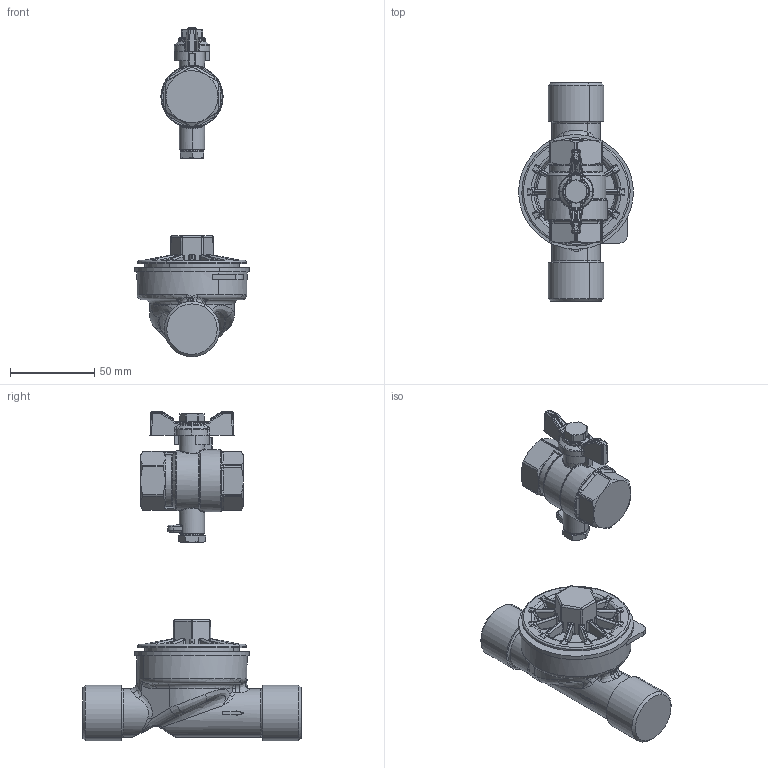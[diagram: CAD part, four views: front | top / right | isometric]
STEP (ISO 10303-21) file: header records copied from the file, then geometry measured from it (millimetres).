
FILE_DESCRIPTION(('CATIA V5 STEP Exchange','CAx-IF Rec.Pracs.--- Model Styling and Organization---1.4--- 2014-01-23','CAx-IF Rec.Pracs.---3D Tessellated Data Validation Properties---0.5---2014-09-14'),'2;1');
FILE_NAME('STEP_CAL19130_-_TST.stp','2022-04-20T14:10:09+00:00',('none'),('none'),'CATIA Version 5-6 Release 2019 SP3','CATIA V5 STEP AP242 v1','none');
FILE_SCHEMA(('AP242_MANAGED_MODEL_BASED_3D_ENGINEERING_MIM_LF {1 0 10303 442 1 1 4}'));
Length unit declared in the file: millimetre
Products named in the file (1): CAL19130 - TST
Bounding box: 68.28 x 130 x 196.15 mm (x, y, z)
Volume: 258350.4 mm3; surface area: 42299.5 mm2
Topology: 2 solids, 2 shells, 1211 faces, 3057 edges, 1813 vertices
Faces by surface type: bspline 580, cylinder 327, plane 209, sphere 41, torus 38, cone 16
Entity records: 60749 total; most frequent: CARTESIAN_POINT 38313, ORIENTED_EDGE 6008, EDGE_CURVE 3004, DIRECTION 2212, VERTEX_POINT 1813, B_SPLINE_CURVE_WITH_KNOTS 1534, EDGE_LOOP 1231, ADVANCED_FACE 1211
